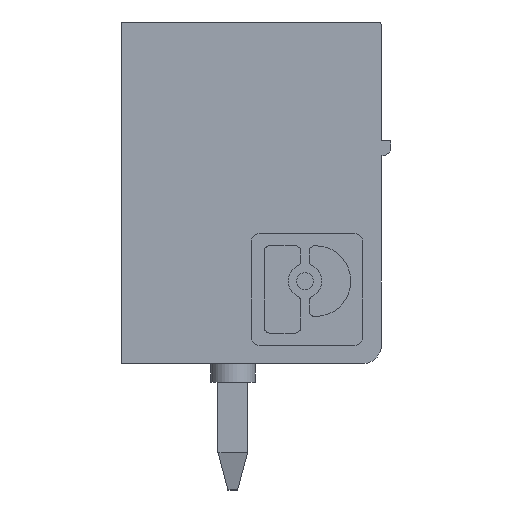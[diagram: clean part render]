
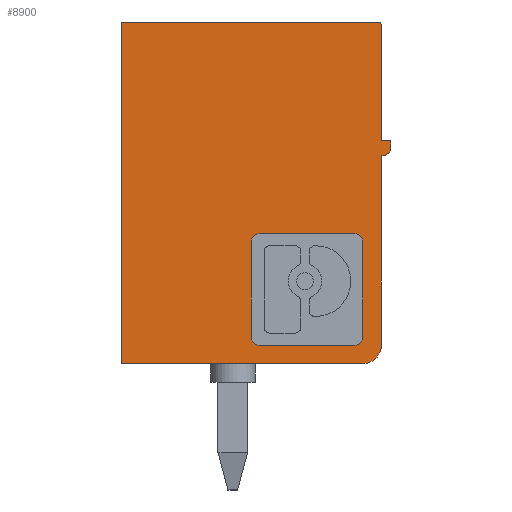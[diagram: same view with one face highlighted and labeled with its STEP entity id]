
A CAD part, left-side view. The second image highlights one B-rep face of the part: STEP entity #8900.
In plain terms, the highlighted face is planar.
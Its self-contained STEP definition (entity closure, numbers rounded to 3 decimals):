
#6070=CARTESIAN_POINT('',(0.,0.,
-36.89));
#6080=VERTEX_POINT('',#6070);
#6110=CARTESIAN_POINT('',(0.,0.,-36.89));
#6120=DIRECTION('',(0.,1.,0.));
#6130=VECTOR('',#6120,1.);
#6140=LINE('',#6110,#6130);
#6150=CARTESIAN_POINT('',(0.,6.5,-36.89));
#6160=VERTEX_POINT('',#6150);
#6170=EDGE_CURVE('',#6080,#6160,#6140,.T.);
#6420=CARTESIAN_POINT('',(0.5,6.5,-36.89));
#6430=DIRECTION('',(0.,0.,-1.));
#6440=DIRECTION('',(-1.,0.,0.));
#6450=AXIS2_PLACEMENT_3D('',#6420,#6430,#6440);
#6460=CIRCLE('',#6450,0.5);
#6470=CARTESIAN_POINT('',(0.5,7.,-36.89));
#6480=VERTEX_POINT('',#6470);
#6490=EDGE_CURVE('',#6160,#6480,#6460,.T.);
#6740=CARTESIAN_POINT('',(5.6,7.,-36.89));
#6750=DIRECTION('',(-1.,0.,0.));
#6760=VECTOR('',#6750,1.);
#6770=LINE('',#6740,#6760);
#6780=CARTESIAN_POINT('',(5.6,7.,-36.89));
#6790=VERTEX_POINT('',#6780);
#6800=EDGE_CURVE('',#6790,#6480,#6770,.T.);
#7050=CARTESIAN_POINT('',(5.6,7.05,-36.89));
#7060=DIRECTION('',(0.,-1.,0.));
#7070=VECTOR('',#7060,1.);
#7080=LINE('',#7050,#7070);
#7090=CARTESIAN_POINT('',(5.6,7.05,-36.89));
#7100=VERTEX_POINT('',#7090);
#7110=EDGE_CURVE('',#7100,#6790,#7080,.T.);
#7340=CARTESIAN_POINT('',(5.8,7.05,-36.89));
#7350=DIRECTION('',(0.,0.,-1.));
#7360=DIRECTION('',(-1.,0.,0.));
#7370=AXIS2_PLACEMENT_3D('',#7340,#7350,#7360);
#7380=CIRCLE('',#7370,0.2);
#7390=CARTESIAN_POINT('',(5.8,7.25,-36.89));
#7400=VERTEX_POINT('',#7390);
#7410=EDGE_CURVE('',#7100,#7400,#7380,.T.);
#7610=CARTESIAN_POINT('',(0.,0.,-36.89));
#7620=DIRECTION('',(0.,0.,1.));
#7630=DIRECTION('',(1.,0.,0.));
#7640=AXIS2_PLACEMENT_3D('',#7610,#7620,#7630);
#7650=PLANE('',#7640);
#7660=CARTESIAN_POINT('',(0.711,6.5,-36.89));
#7670=DIRECTION('',(1.,0.,0.));
#7680=VECTOR('',#7670,1.);
#7690=LINE('',#7660,#7680);
#7700=CARTESIAN_POINT('',(0.711,6.5,-36.89));
#7710=VERTEX_POINT('',#7700);
#7720=CARTESIAN_POINT('',(3.289,6.5,-36.89));
#7730=VERTEX_POINT('',#7720);
#7740=EDGE_CURVE('',#7710,#7730,#7690,.T.);
#7750=ORIENTED_EDGE('',*,*,#7740,.F.);
#7760=CARTESIAN_POINT('',(3.289,6.289,-36.89));
#7770=DIRECTION('',(0.,0.,1.));
#7780=DIRECTION('',(1.,0.,0.));
#7790=AXIS2_PLACEMENT_3D('',#7760,#7770,#7780);
#7800=CIRCLE('',#7790,0.211);
#7810=CARTESIAN_POINT('',(3.5,6.289,-36.89));
#7820=VERTEX_POINT('',#7810);
#7830=EDGE_CURVE('',#7820,#7730,#7800,.T.);
#7840=ORIENTED_EDGE('',*,*,#7830,.T.);
#7850=CARTESIAN_POINT('',(3.5,6.289,-36.89));
#7860=DIRECTION('',(0.,-1.,0.));
#7870=VECTOR('',#7860,1.);
#7880=LINE('',#7850,#7870);
#7890=CARTESIAN_POINT('',(3.5,3.711,-36.89));
#7900=VERTEX_POINT('',#7890);
#7910=EDGE_CURVE('',#7820,#7900,#7880,.T.);
#7920=ORIENTED_EDGE('',*,*,#7910,.F.);
#7930=CARTESIAN_POINT('',(3.289,3.711,-36.89));
#7940=DIRECTION('',(0.,0.,1.));
#7950=DIRECTION('',(0.,-1.,0.));
#7960=AXIS2_PLACEMENT_3D('',#7930,#7940,#7950);
#7970=CIRCLE('',#7960,0.211);
#7980=CARTESIAN_POINT('',(3.289,3.5,-36.89));
#7990=VERTEX_POINT('',#7980);
#8000=EDGE_CURVE('',#7990,#7900,#7970,.T.);
#8010=ORIENTED_EDGE('',*,*,#8000,.T.);
#8020=CARTESIAN_POINT('',(3.289,3.5,-36.89));
#8030=DIRECTION('',(-1.,0.,0.));
#8040=VECTOR('',#8030,1.);
#8050=LINE('',#8020,#8040);
#8060=CARTESIAN_POINT('',(0.711,3.5,-36.89));
#8070=VERTEX_POINT('',#8060);
#8080=EDGE_CURVE('',#7990,#8070,#8050,.T.);
#8090=ORIENTED_EDGE('',*,*,#8080,.F.);
#8100=CARTESIAN_POINT('',(0.711,3.711,-36.89));
#8110=DIRECTION('',(0.,0.,1.));
#8120=DIRECTION('',(-1.,0.,0.));
#8130=AXIS2_PLACEMENT_3D('',#8100,#8110,#8120);
#8140=CIRCLE('',#8130,0.211);
#8150=CARTESIAN_POINT('',(0.5,3.711,-36.89));
#8160=VERTEX_POINT('',#8150);
#8170=EDGE_CURVE('',#8160,#8070,#8140,.T.);
#8180=ORIENTED_EDGE('',*,*,#8170,.T.);
#8190=CARTESIAN_POINT('',(0.5,3.711,-36.89));
#8200=DIRECTION('',(0.,1.,0.));
#8210=VECTOR('',#8200,1.);
#8220=LINE('',#8190,#8210);
#8230=CARTESIAN_POINT('',(0.5,6.289,-36.89));
#8240=VERTEX_POINT('',#8230);
#8250=EDGE_CURVE('',#8160,#8240,#8220,.T.);
#8260=ORIENTED_EDGE('',*,*,#8250,.F.);
#8270=CARTESIAN_POINT('',(0.711,6.289,-36.89));
#8280=DIRECTION('',(0.,0.,1.));
#8290=DIRECTION('',(0.,1.,0.));
#8300=AXIS2_PLACEMENT_3D('',#8270,#8280,#8290);
#8310=CIRCLE('',#8300,0.211);
#8320=EDGE_CURVE('',#7710,#8240,#8310,.T.);
#8330=ORIENTED_EDGE('',*,*,#8320,.T.);
#8340=EDGE_LOOP('',(#8330,#8260,#8180,#8090,#8010,#7920,#7840,#7750));
#8350=FACE_BOUND('',#8340,.T.);
#8360=ORIENTED_EDGE('',*,*,#6170,.T.);
#8370=CARTESIAN_POINT('',(9.2,0.,-36.89)
);
#8380=DIRECTION('',(-1.,0.,0.));
#8390=VECTOR('',#8380,1.);
#8400=LINE('',#8370,#8390);
#8410=CARTESIAN_POINT('',(9.2,0.,-36.89));
#8420=VERTEX_POINT('',#8410);
#8430=EDGE_CURVE('',#8420,#6080,#8400,.T.);
#8440=ORIENTED_EDGE('',*,*,#8430,.T.);
#8450=CARTESIAN_POINT('',(9.2,0.,-36.89));
#8460=DIRECTION('',(0.,1.,0.));
#8470=VECTOR('',#8460,1.);
#8480=LINE('',#8450,#8470);
#8490=CARTESIAN_POINT('',(9.2,6.9,-36.89));
#8500=VERTEX_POINT('',#8490);
#8510=EDGE_CURVE('',#8420,#8500,#8480,.T.);
#8520=ORIENTED_EDGE('',*,*,#8510,.F.);
#8530=CARTESIAN_POINT('',(9.1,6.9,-36.89));
#8540=DIRECTION('',(0.,0.,-1.));
#8550=DIRECTION('',(0.,1.,0.));
#8560=AXIS2_PLACEMENT_3D('',#8530,#8540,#8550);
#8570=CIRCLE('',#8560,0.1);
#8580=CARTESIAN_POINT('',(9.1,7.,-36.89));
#8590=VERTEX_POINT('',#8580);
#8600=EDGE_CURVE('',#8590,#8500,#8570,.T.);
#8610=ORIENTED_EDGE('',*,*,#8600,.T.);
#8620=CARTESIAN_POINT('',(9.1,7.,-36.89));
#8630=DIRECTION('',(-1.,0.,0.));
#8640=VECTOR('',#8630,1.);
#8650=LINE('',#8620,#8640);
#8660=CARTESIAN_POINT('',(6.,7.,-36.89));
#8670=VERTEX_POINT('',#8660);
#8680=EDGE_CURVE('',#8590,#8670,#8650,.T.);
#8690=ORIENTED_EDGE('',*,*,#8680,.F.);
#8700=CARTESIAN_POINT('',(6.,7.,-36.89));
#8710=DIRECTION('',(0.,1.,0.));
#8720=VECTOR('',#8710,1.);
#8730=LINE('',#8700,#8720);
#8740=CARTESIAN_POINT('',(6.,7.25,-36.89));
#8750=VERTEX_POINT('',#8740);
#8760=EDGE_CURVE('',#8670,#8750,#8730,.T.);
#8770=ORIENTED_EDGE('',*,*,#8760,.F.);
#8780=CARTESIAN_POINT('',(6.,7.25,-36.89));
#8790=DIRECTION('',(-1.,0.,0.));
#8800=VECTOR('',#8790,1.);
#8810=LINE('',#8780,#8800);
#8820=EDGE_CURVE('',#8750,#7400,#8810,.T.);
#8830=ORIENTED_EDGE('',*,*,#8820,.F.);
#8840=ORIENTED_EDGE('',*,*,#7410,.T.);
#8850=ORIENTED_EDGE('',*,*,#7110,.F.);
#8860=ORIENTED_EDGE('',*,*,#6800,.F.);
#8870=ORIENTED_EDGE('',*,*,#6490,.T.);
#8880=EDGE_LOOP('',(#8870,#8860,#8850,#8840,#8830,#8770,#8690,#8610,
#8520,#8440,#8360));
#8890=FACE_OUTER_BOUND('',#8880,.T.);
#8900=ADVANCED_FACE('',(#8350,#8890),#7650,.F.);
